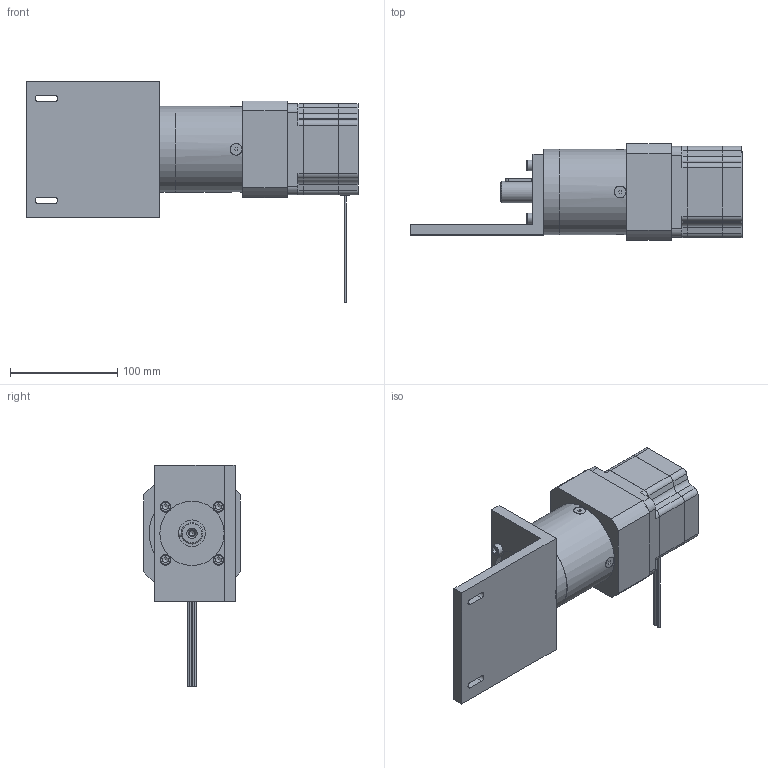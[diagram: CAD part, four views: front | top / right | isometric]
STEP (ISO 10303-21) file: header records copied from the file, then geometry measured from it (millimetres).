
FILE_DESCRIPTION(/* description */ (''),/* implementation_level */ '2;1');
FILE_NAME(/* name */ 'Flansch-Motor-Achse-Y_Leo_Laimer.stp',/* time_stamp */ '2023-05-25T15:01:19+02:00',/* author */ ('MVM1'),/* organization */ (''),/* preprocessor_version */ 'ST-DEVELOPER v19',/* originating_system */ 'Autodesk Inventor 2023',/* authorisation */ '');
FILE_SCHEMA (('AUTOMOTIVE_DESIGN { 1 0 10303 214 3 1 1 }'));
Length unit declared in the file: millimetre
Products named in the file (6): Baugruppe3; Flansch-Motor-Achse-Y_Leo_Laimer; PKP296D45A_PLE080; PKP296D45A_body; MB_PLE_MASTER; ISO 4762  - M6 x 20
Assembly tree (8 placements, depth 3):
  Baugruppe3
    Flansch-Motor-Achse-Y_Leo_Laimer
    PKP296D45A_PLE080
      PKP296D45A_body
      MB_PLE_MASTER
    ISO 4762  - M6 x 20  x4
Bounding box: 309.7 x 90 x 206.63 mm (x, y, z)
Volume: 1323308.7 mm3; surface area: 164448.5 mm2
Topology: 7 solids, 16 shells, 381 faces, 941 edges, 625 vertices
Faces by surface type: plane 215, cylinder 144, cone 11, torus 11
Full cylindrical faces by diameter (mm): 4 x4, 5 x9, 5.1 x1, 6 x13, 6.3 x4, 6.4 x1, 6.5 x4, 8 x1, 8.5 x2, 10 x4, 11 x4, 14 x1, 19 x1, 20 x1, 25 x1, 28 x1, 47 x1, 60 x3, 73.02 x1, 73.025 x1, 79.6 x2, 80 x2
Entity records: 10714 total; most frequent: CARTESIAN_POINT 1947, DIRECTION 1807, ORIENTED_EDGE 1644, EDGE_CURVE 831, AXIS2_PLACEMENT_3D 642, VERTEX_POINT 553, LINE 523, VECTOR 523
